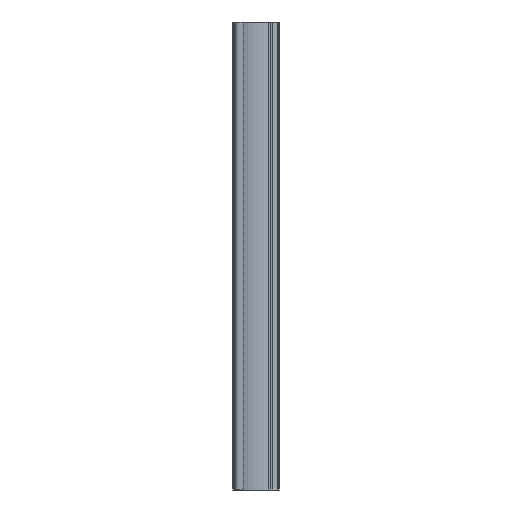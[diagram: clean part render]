
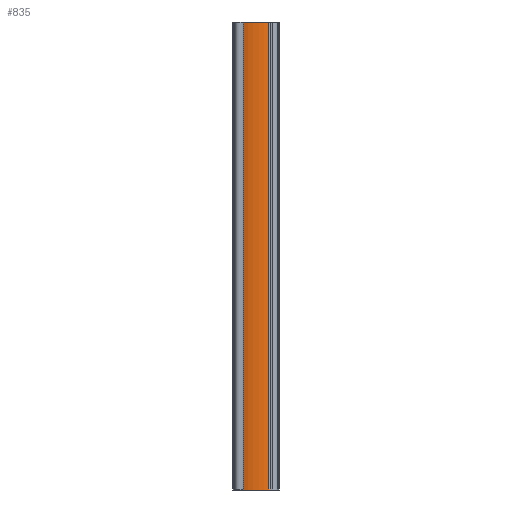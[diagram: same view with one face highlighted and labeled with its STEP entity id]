
A CAD part, front view. The second image highlights one B-rep face of the part: STEP entity #835.
In plain terms, the highlighted cylindrical face has radius 60 mm (diameter 120 mm), a partial arc.
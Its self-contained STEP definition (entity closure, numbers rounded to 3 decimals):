
#59 = DIRECTION ( 'NONE',  ( -1., 0., 0. ) ) ;
#104 = EDGE_CURVE ( 'NONE', #944, #2644, #2986, .T. ) ;
#129 = EDGE_CURVE ( 'NONE', #1457, #944, #2480, .T. ) ;
#215 = DIRECTION ( 'NONE',  ( 0., 0., 1. ) ) ;
#279 = ORIENTED_EDGE ( 'NONE', *, *, #2859, .F. ) ;
#501 = LINE ( 'NONE', #705, #3787 ) ;
#566 = CARTESIAN_POINT ( 'NONE',  ( 0., 0., 22. ) ) ;
#585 = VECTOR ( 'NONE', #1258, 1000. ) ;
#607 = CARTESIAN_POINT ( 'NONE',  ( 20.723, -56.308, -28. ) ) ;
#665 = ORIENTED_EDGE ( 'NONE', *, *, #104, .T. ) ;
#670 = DIRECTION ( 'NONE',  ( 0., 0., -1. ) ) ;
#705 = CARTESIAN_POINT ( 'NONE',  ( -20.723, -56.308, -778. ) ) ;
#783 = CARTESIAN_POINT ( 'NONE',  ( 0., 0., -778. ) ) ;
#810 = DIRECTION ( 'NONE',  ( -1., 0., 0. ) ) ;
#835 = ADVANCED_FACE ( 'NONE', ( #1992 ), #1234, .T. ) ;
#888 = CARTESIAN_POINT ( 'NONE',  ( 20.723, -56.308, -778. ) ) ;
#944 = VERTEX_POINT ( 'NONE', #607 ) ;
#1234 = CYLINDRICAL_SURFACE ( 'NONE', #3820, 60. ) ;
#1258 = DIRECTION ( 'NONE',  ( 0., 0., 1. ) ) ;
#1325 = DIRECTION ( 'NONE',  ( 0., 0., 1. ) ) ;
#1368 = EDGE_CURVE ( 'NONE', #1457, #1956, #2544, .T. ) ;
#1449 = ORIENTED_EDGE ( 'NONE', *, *, #1368, .F. ) ;
#1457 = VERTEX_POINT ( 'NONE', #888 ) ;
#1872 = CARTESIAN_POINT ( 'NONE',  ( 20.723, -56.308, 22. ) ) ;
#1956 = VERTEX_POINT ( 'NONE', #3789 ) ;
#1992 = FACE_OUTER_BOUND ( 'NONE', #3421, .T. ) ;
#2055 = DIRECTION ( 'NONE',  ( 1., 0., 0. ) ) ;
#2078 = AXIS2_PLACEMENT_3D ( 'NONE', #783, #3214, #810 ) ;
#2425 = CARTESIAN_POINT ( 'NONE',  ( -20.723, -56.308, -28. ) ) ;
#2480 = LINE ( 'NONE', #1872, #585 ) ;
#2544 = CIRCLE ( 'NONE', #2078, 60. ) ;
#2644 = VERTEX_POINT ( 'NONE', #2425 ) ;
#2793 = CARTESIAN_POINT ( 'NONE',  ( 0., 0., -28. ) ) ;
#2859 = EDGE_CURVE ( 'NONE', #1956, #2644, #501, .T. ) ;
#2986 = CIRCLE ( 'NONE', #3517, 60. ) ;
#3214 = DIRECTION ( 'NONE',  ( 0., 0., -1. ) ) ;
#3222 = ORIENTED_EDGE ( 'NONE', *, *, #129, .T. ) ;
#3421 = EDGE_LOOP ( 'NONE', ( #3222, #665, #279, #1449 ) ) ;
#3517 = AXIS2_PLACEMENT_3D ( 'NONE', #2793, #670, #59 ) ;
#3787 = VECTOR ( 'NONE', #1325, 1000. ) ;
#3789 = CARTESIAN_POINT ( 'NONE',  ( -20.723, -56.308, -778. ) ) ;
#3820 = AXIS2_PLACEMENT_3D ( 'NONE', #566, #215, #2055 ) ;
